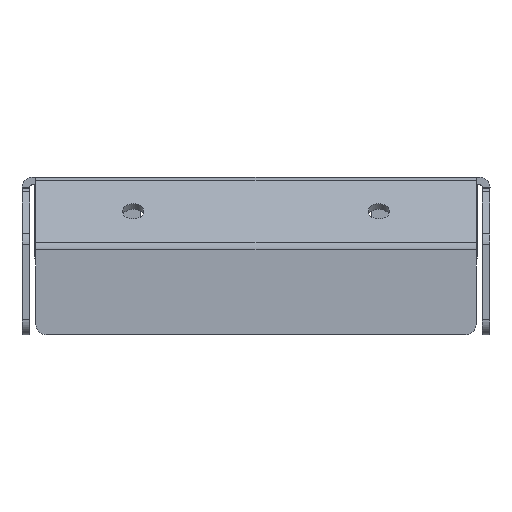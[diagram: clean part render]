
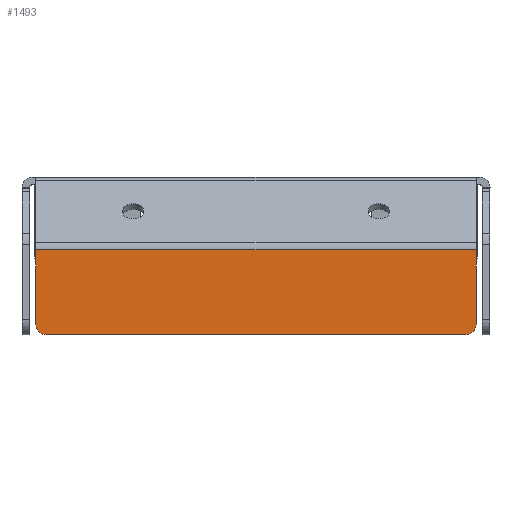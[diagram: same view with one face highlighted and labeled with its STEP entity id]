
A CAD part, front view. The second image highlights one B-rep face of the part: STEP entity #1493.
In plain terms, the highlighted planar face has unit normal (0, -1, 0).
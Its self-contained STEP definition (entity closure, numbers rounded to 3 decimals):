
#998=CARTESIAN_POINT('',(136.263,-110.271,26.103));
#999=VERTEX_POINT('',#998);
#1006=CARTESIAN_POINT('',(53.763,-110.271,26.103));
#1007=VERTEX_POINT('',#1006);
#1008=CARTESIAN_POINT('',(53.763,-110.271,26.103));
#1009=DIRECTION('',(1.,0.,-0.));
#1010=VECTOR('',#1009,82.5);
#1011=LINE('',#1008,#1010);
#1012=EDGE_CURVE('',#1007,#999,#1011,.T.);
#1028=CARTESIAN_POINT('',(137.678,-110.271,26.689));
#1029=VERTEX_POINT('',#1028);
#1036=CARTESIAN_POINT('',(136.263,-110.271,28.103));
#1037=DIRECTION('',(0.,-1.,0.));
#1038=DIRECTION('',(0.,0.,-1.));
#1039=AXIS2_PLACEMENT_3D('',#1036,#1037,#1038);
#1040=CIRCLE('',#1039,2.);
#1041=EDGE_CURVE('',#999,#1029,#1040,.T.);
#1053=CARTESIAN_POINT('',(51.763,-110.271,28.103));
#1054=VERTEX_POINT('',#1053);
#1055=CARTESIAN_POINT('',(53.763,-110.271,28.103));
#1056=DIRECTION('',(0.,-1.,0.));
#1057=DIRECTION('',(0.,0.,-1.));
#1058=AXIS2_PLACEMENT_3D('',#1055,#1056,#1057);
#1059=CIRCLE('',#1058,2.);
#1060=EDGE_CURVE('',#1054,#1007,#1059,.T.);
#1452=CARTESIAN_POINT('',(95.013,-110.271,25.936));
#1453=DIRECTION('',(0.,-1.,0.));
#1454=DIRECTION('',(0.,0.,-1.));
#1455=AXIS2_PLACEMENT_3D('',#1452,#1453,#1454);
#1456=PLANE('',#1455);
#1457=ORIENTED_EDGE('',*,*,#1012,.T.);
#1458=ORIENTED_EDGE('',*,*,#1041,.T.);
#1459=CARTESIAN_POINT('',(138.263,-110.271,28.103));
#1460=VERTEX_POINT('',#1459);
#1461=CARTESIAN_POINT('',(136.263,-110.271,28.103));
#1462=DIRECTION('',(0.,-1.,0.));
#1463=DIRECTION('',(0.,0.,-1.));
#1464=AXIS2_PLACEMENT_3D('',#1461,#1462,#1463);
#1465=CIRCLE('',#1464,2.);
#1466=EDGE_CURVE('',#1029,#1460,#1465,.T.);
#1467=ORIENTED_EDGE('',*,*,#1466,.T.);
#1468=CARTESIAN_POINT('',(138.263,-110.271,42.827));
#1469=VERTEX_POINT('',#1468);
#1470=CARTESIAN_POINT('',(138.263,-110.271,28.103));
#1471=DIRECTION('',(-0.,0.,1.));
#1472=VECTOR('',#1471,14.724);
#1473=LINE('',#1470,#1472);
#1474=EDGE_CURVE('',#1460,#1469,#1473,.T.);
#1475=ORIENTED_EDGE('',*,*,#1474,.T.);
#1476=CARTESIAN_POINT('',(51.763,-110.271,42.827));
#1477=VERTEX_POINT('',#1476);
#1478=CARTESIAN_POINT('',(51.763,-110.271,42.827));
#1479=DIRECTION('',(1.,0.,-0.));
#1480=VECTOR('',#1479,86.5);
#1481=LINE('',#1478,#1480);
#1482=EDGE_CURVE('',#1477,#1469,#1481,.T.);
#1483=ORIENTED_EDGE('',*,*,#1482,.F.);
#1484=CARTESIAN_POINT('',(51.763,-110.271,42.827));
#1485=DIRECTION('',(0.,0.,-1.));
#1486=VECTOR('',#1485,14.724);
#1487=LINE('',#1484,#1486);
#1488=EDGE_CURVE('',#1477,#1054,#1487,.T.);
#1489=ORIENTED_EDGE('',*,*,#1488,.T.);
#1490=ORIENTED_EDGE('',*,*,#1060,.T.);
#1491=EDGE_LOOP('',(#1457,#1458,#1467,#1475,#1483,#1489,#1490));
#1492=FACE_BOUND('',#1491,.T.);
#1493=ADVANCED_FACE('Body8303',(#1492),#1456,.T.);
